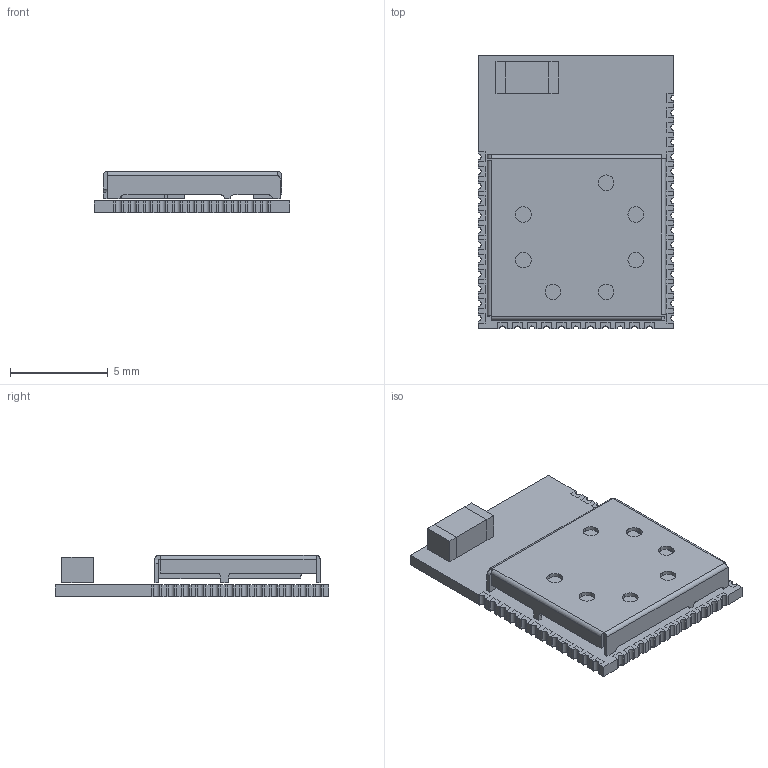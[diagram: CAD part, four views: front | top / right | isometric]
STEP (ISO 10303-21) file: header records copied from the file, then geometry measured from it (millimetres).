
FILE_DESCRIPTION(('FreeCAD Model'),'2;1');
FILE_NAME('Fusion.step','2017-05-11T18:38:31',( 'kicad StepUp'),('ksu MCAD'),'Open CASCADE STEP processor 6.8', 'FreeCAD','Unknown');
FILE_SCHEMA(('AUTOMOTIVE_DESIGN_CC2 { 1 2 10303 214 -1 1 5 4 }'));
Length unit declared in the file: millimetre
Products named in the file (1): Fusion
Bounding box: 10 x 14 x 2.1 mm (x, y, z)
Volume: 110.2 mm3; surface area: 549.8 mm2
Topology: 3 solids, 3 shells, 329 faces, 949 edges, 626 vertices
Faces by surface type: plane 259, cylinder 70
Entity records: 13010 total; most frequent: CARTESIAN_POINT 1922, ORIENTED_EDGE 1898, DIRECTION 1732, EDGE_CURVE 949, LINE 792, VECTOR 792, VERTEX_POINT 626, AXIS2_PLACEMENT_3D 470
